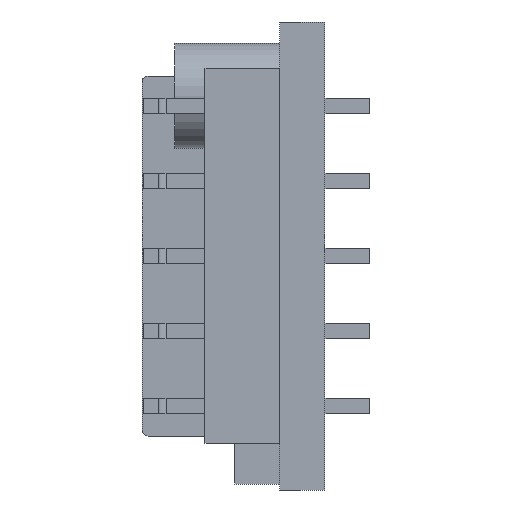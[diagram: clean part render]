
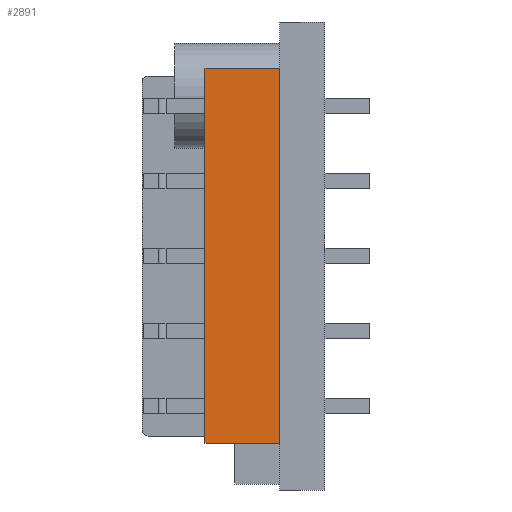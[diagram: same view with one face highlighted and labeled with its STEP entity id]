
A CAD part, left-side view. The second image highlights one B-rep face of the part: STEP entity #2891.
In plain terms, the highlighted planar face has unit normal (-1, 0, 0).
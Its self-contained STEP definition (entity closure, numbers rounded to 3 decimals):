
#47 = DIRECTION ( 'NONE',  ( 0., 0., 1. ) ) ;
#50 = EDGE_CURVE ( 'NONE', #3710, #6419, #4283, .T. ) ;
#655 = DIRECTION ( 'NONE',  ( 0., -1., 0. ) ) ;
#757 = CARTESIAN_POINT ( 'NONE',  ( -14.05, 4., -6.25 ) ) ;
#1252 = CARTESIAN_POINT ( 'NONE',  ( -14.05, 1.5, 6.25 ) ) ;
#1361 = EDGE_CURVE ( 'NONE', #6916, #3710, #3965, .T. ) ;
#1466 = ORIENTED_EDGE ( 'NONE', *, *, #5467, .T. ) ;
#1986 = PLANE ( 'NONE',  #6073 ) ;
#2467 = DIRECTION ( 'NONE',  ( 0., -1., 0. ) ) ;
#2572 = DIRECTION ( 'NONE',  ( 1., 0., 0. ) ) ;
#2587 = VECTOR ( 'NONE', #47, 1000. ) ;
#2825 = VECTOR ( 'NONE', #655, 1000. ) ;
#2837 = CARTESIAN_POINT ( 'NONE',  ( -14.05, 4., 6.25 ) ) ;
#2891 = ADVANCED_FACE ( 'NONE', ( #5683 ), #1986, .F. ) ;
#2967 = VERTEX_POINT ( 'NONE', #5912 ) ;
#3139 = VECTOR ( 'NONE', #2467, 1000. ) ;
#3710 = VERTEX_POINT ( 'NONE', #4836 ) ;
#3829 = DIRECTION ( 'NONE',  ( 0., 0., 1. ) ) ;
#3965 = LINE ( 'NONE', #4381, #6737 ) ;
#4283 = LINE ( 'NONE', #2837, #2825 ) ;
#4381 = CARTESIAN_POINT ( 'NONE',  ( -14.05, 4., -6.25 ) ) ;
#4408 = CARTESIAN_POINT ( 'NONE',  ( -14.05, 1.5, -6.25 ) ) ;
#4440 = EDGE_CURVE ( 'NONE', #6916, #2967, #6075, .T. ) ;
#4668 = EDGE_LOOP ( 'NONE', ( #1466, #6422, #4719, #5020 ) ) ;
#4719 = ORIENTED_EDGE ( 'NONE', *, *, #1361, .F. ) ;
#4836 = CARTESIAN_POINT ( 'NONE',  ( -14.05, 4., 6.25 ) ) ;
#5020 = ORIENTED_EDGE ( 'NONE', *, *, #4440, .T. ) ;
#5467 = EDGE_CURVE ( 'NONE', #2967, #6419, #5518, .T. ) ;
#5518 = LINE ( 'NONE', #4408, #2587 ) ;
#5683 = FACE_OUTER_BOUND ( 'NONE', #4668, .T. ) ;
#5786 = CARTESIAN_POINT ( 'NONE',  ( -14.05, 4., -6.25 ) ) ;
#5885 = CARTESIAN_POINT ( 'NONE',  ( -14.05, 4., -6.25 ) ) ;
#5912 = CARTESIAN_POINT ( 'NONE',  ( -14.05, 1.5, -6.25 ) ) ;
#6073 = AXIS2_PLACEMENT_3D ( 'NONE', #5885, #2572, #6444 ) ;
#6075 = LINE ( 'NONE', #5786, #3139 ) ;
#6419 = VERTEX_POINT ( 'NONE', #1252 ) ;
#6422 = ORIENTED_EDGE ( 'NONE', *, *, #50, .F. ) ;
#6444 = DIRECTION ( 'NONE',  ( 0., 0., -1. ) ) ;
#6737 = VECTOR ( 'NONE', #3829, 1000. ) ;
#6916 = VERTEX_POINT ( 'NONE', #757 ) ;
